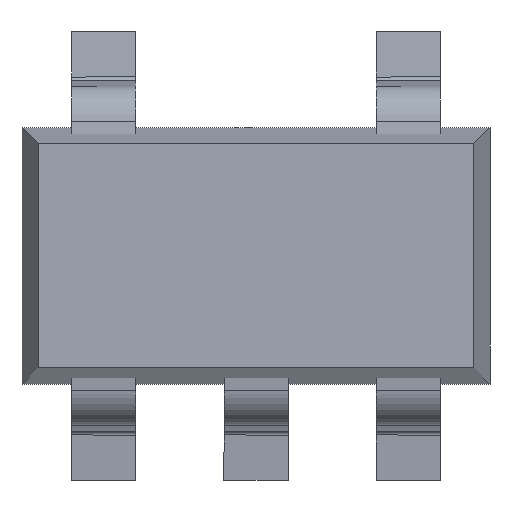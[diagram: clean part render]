
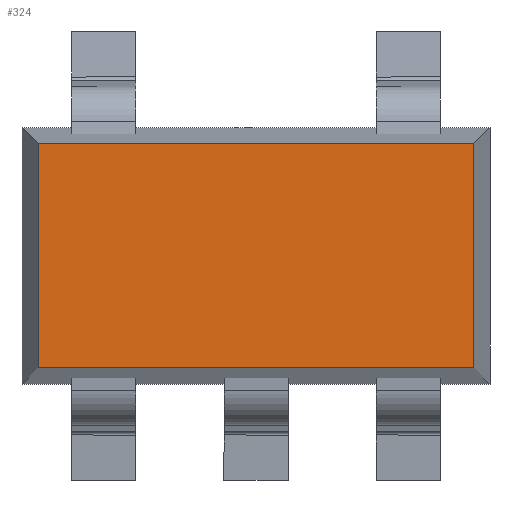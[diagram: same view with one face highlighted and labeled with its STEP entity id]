
A CAD part, top view. The second image highlights one B-rep face of the part: STEP entity #324.
In plain terms, the highlighted planar face has unit normal (0, 0, 1).
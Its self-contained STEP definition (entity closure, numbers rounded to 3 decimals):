
#324=ADVANCED_FACE('',(#404),#1320,.T.);
#404=FACE_OUTER_BOUND('',#484,.T.);
#484=EDGE_LOOP('',(#579,#580,#581,#582));
#579=ORIENTED_EDGE('',*,*,#971,.T.);
#580=ORIENTED_EDGE('',*,*,#972,.T.);
#581=ORIENTED_EDGE('',*,*,#973,.T.);
#582=ORIENTED_EDGE('',*,*,#974,.T.);
#971=EDGE_CURVE('',#1187,#1188,#1171,.T.);
#972=EDGE_CURVE('',#1188,#1189,#1172,.T.);
#973=EDGE_CURVE('',#1189,#1190,#1173,.T.);
#974=EDGE_CURVE('',#1190,#1187,#1174,.T.);
#1171=B_SPLINE_CURVE_WITH_KNOTS('',3,(#1499,#1500,#1501,#1502),
 .UNSPECIFIED.,.F.,.F.,(4,4),(8.64,11.431),
 .UNSPECIFIED.);
#1172=B_SPLINE_CURVE_WITH_KNOTS('',3,(#1503,#1504,#1505,#1506),
 .UNSPECIFIED.,.F.,.F.,(4,4),(11.431,12.96),.UNSPECIFIED.);
#1173=B_SPLINE_CURVE_WITH_KNOTS('',3,(#1507,#1508,#1509,#1510),
 .UNSPECIFIED.,.F.,.F.,(4,4),(12.96,15.751),.UNSPECIFIED.);
#1174=B_SPLINE_CURVE_WITH_KNOTS('',3,(#1511,#1512,#1513,#1514),
 .UNSPECIFIED.,.F.,.F.,(4,4),(15.751,17.28),.UNSPECIFIED.);
#1187=VERTEX_POINT('',#1455);
#1188=VERTEX_POINT('',#1456);
#1189=VERTEX_POINT('',#1457);
#1190=VERTEX_POINT('',#1458);
#1320=PLANE('',#1352);
#1352=AXIS2_PLACEMENT_3D('',#1414,#1367,$);
#1367=DIRECTION('',(0.,0.,1.));
#1414=CARTESIAN_POINT('',(0.467,0.974,1.318));
#1455=CARTESIAN_POINT('',(0.495,0.988,1.318));
#1456=CARTESIAN_POINT('',(3.215,0.988,1.318));
#1457=CARTESIAN_POINT('',(3.215,2.388,1.318));
#1458=CARTESIAN_POINT('',(0.495,2.388,1.318));
#1499=CARTESIAN_POINT('',(0.495,0.988,1.318));
#1500=CARTESIAN_POINT('',(1.401,0.988,1.318));
#1501=CARTESIAN_POINT('',(2.308,0.988,1.318));
#1502=CARTESIAN_POINT('',(3.215,0.988,1.318));
#1503=CARTESIAN_POINT('',(3.215,0.988,1.318));
#1504=CARTESIAN_POINT('',(3.215,1.455,1.318));
#1505=CARTESIAN_POINT('',(3.215,1.921,1.318));
#1506=CARTESIAN_POINT('',(3.215,2.388,1.318));
#1507=CARTESIAN_POINT('',(3.215,2.388,1.318));
#1508=CARTESIAN_POINT('',(2.308,2.388,1.318));
#1509=CARTESIAN_POINT('',(1.401,2.388,1.318));
#1510=CARTESIAN_POINT('',(0.495,2.388,1.318));
#1511=CARTESIAN_POINT('',(0.495,2.388,1.318));
#1512=CARTESIAN_POINT('',(0.495,1.921,1.318));
#1513=CARTESIAN_POINT('',(0.495,1.455,1.318));
#1514=CARTESIAN_POINT('',(0.495,0.988,1.318));
